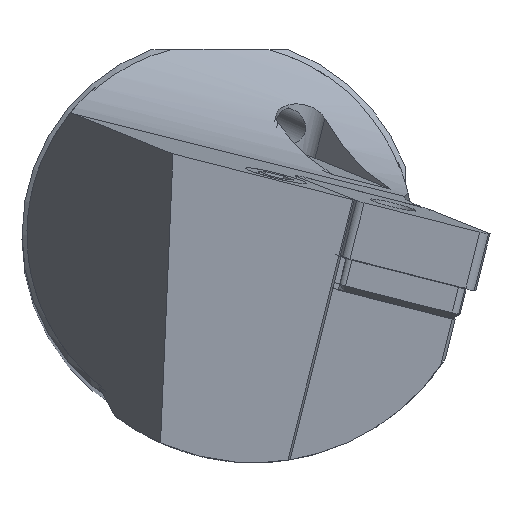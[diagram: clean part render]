
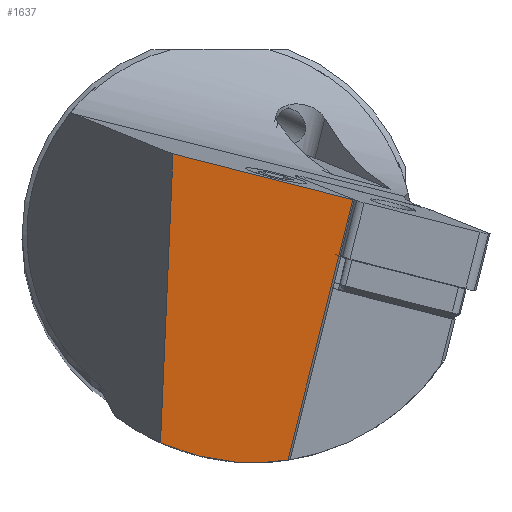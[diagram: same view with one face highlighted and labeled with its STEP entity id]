
A CAD part, top view. The second image highlights one B-rep face of the part: STEP entity #1637.
In plain terms, the highlighted planar face has unit normal (-0.072, -0.072, 0.995).
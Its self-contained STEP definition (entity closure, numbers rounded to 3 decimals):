
#272=CARTESIAN_POINT('',(5.527,-18.29,247.343));
#273=VERTEX_POINT('',#272);
#281=CARTESIAN_POINT('',(-4.793,-16.893,246.699));
#282=VERTEX_POINT('',#281);
#283=CARTESIAN_POINT('',(2.75,0.0,248.462));
#284=DIRECTION('',(-0.072,-0.072,0.995));
#285=DIRECTION('',(0.704,0.703,0.102));
#286=AXIS2_PLACEMENT_3D('',#283,#284,#285);
#287=ELLIPSE('',#286,18.596,18.5);
#288=EDGE_CURVE('',#282,#273,#287,.T.);
#781=CARTESIAN_POINT('',(-3.776,6.488,248.459));
#782=VERTEX_POINT('',#781);
#789=CARTESIAN_POINT('',(10.782,2.788,249.244));
#790=VERTEX_POINT('',#789);
#791=CARTESIAN_POINT('',(-3.776,6.488,248.459));
#792=DIRECTION('',(0.968,-0.246,0.052));
#793=VECTOR('',#792,15.042);
#794=LINE('',#791,#793);
#795=EDGE_CURVE('',#782,#790,#794,.T.);
#1586=CARTESIAN_POINT('',(-3.776,6.488,248.459));
#1587=DIRECTION('',(-0.043,-0.996,-0.075));
#1588=VECTOR('',#1587,23.469);
#1589=LINE('',#1586,#1588);
#1590=EDGE_CURVE('',#782,#282,#1589,.T.);
#1604=CARTESIAN_POINT('',(5.527,-18.29,247.343));
#1605=DIRECTION('',(0.241,0.967,0.087));
#1606=VECTOR('',#1605,21.806);
#1607=LINE('',#1604,#1606);
#1608=EDGE_CURVE('',#273,#790,#1607,.T.);
#1626=CARTESIAN_POINT('',(-4.378,6.641,248.427));
#1627=DIRECTION('',(-0.072,-0.072,0.995));
#1628=DIRECTION('',(0.968,-0.246,0.052));
#1629=AXIS2_PLACEMENT_3D('',#1626,#1627,#1628);
#1630=PLANE('',#1629);
#1631=ORIENTED_EDGE('',*,*,#288,.T.);
#1632=ORIENTED_EDGE('',*,*,#1608,.T.);
#1633=ORIENTED_EDGE('',*,*,#795,.F.);
#1634=ORIENTED_EDGE('',*,*,#1590,.T.);
#1635=EDGE_LOOP('',(#1631,#1632,#1633,#1634));
#1636=FACE_OUTER_BOUND('',#1635,.T.);
#1637=ADVANCED_FACE('',(#1636),#1630,.T.);
